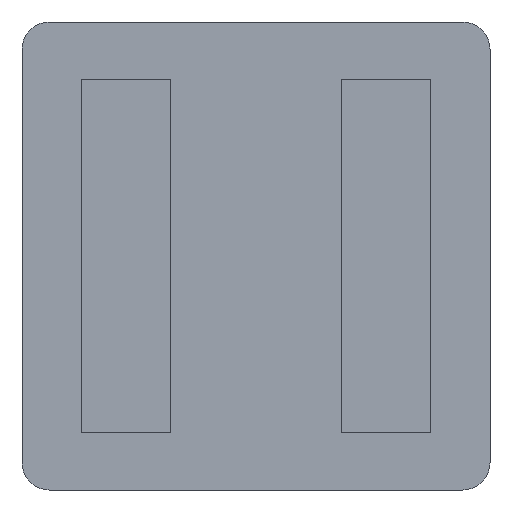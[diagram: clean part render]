
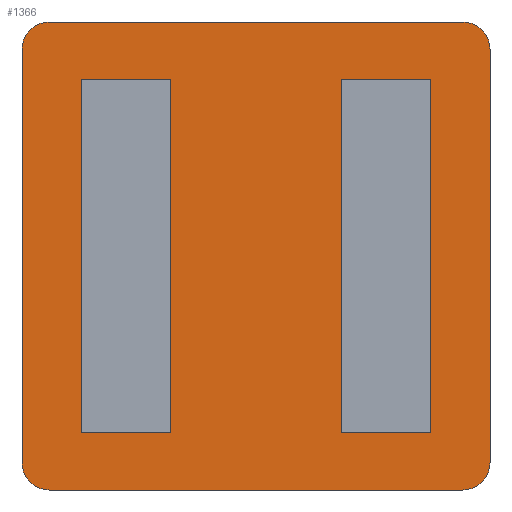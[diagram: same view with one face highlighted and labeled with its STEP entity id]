
A CAD part, front view. The second image highlights one B-rep face of the part: STEP entity #1366.
In plain terms, the highlighted planar face has unit normal (0, -1, 0).
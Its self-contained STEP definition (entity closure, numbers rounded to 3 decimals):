
#7 = VERTEX_POINT ( 'NONE', #2115 ) ;
#13 = EDGE_CURVE ( 'NONE', #2237, #1477, #2725, .T. ) ;
#15 = DIRECTION ( 'NONE',  ( 0., 0., -1. ) ) ;
#48 = DIRECTION ( 'NONE',  ( 0., 0., 1. ) ) ;
#79 = VERTEX_POINT ( 'NONE', #899 ) ;
#110 = VERTEX_POINT ( 'NONE', #448 ) ;
#132 = ORIENTED_EDGE ( 'NONE', *, *, #304, .F. ) ;
#136 = DIRECTION ( 'NONE',  ( 0., -1., 0. ) ) ;
#182 = VERTEX_POINT ( 'NONE', #1856 ) ;
#183 = LINE ( 'NONE', #397, #292 ) ;
#194 = AXIS2_PLACEMENT_3D ( 'NONE', #1115, #1335, #2597 ) ;
#213 = DIRECTION ( 'NONE',  ( 1., 0., 0. ) ) ;
#292 = VECTOR ( 'NONE', #213, 1000. ) ;
#304 = EDGE_CURVE ( 'NONE', #1649, #2433, #183, .T. ) ;
#328 = CARTESIAN_POINT ( 'NONE',  ( -1.605, 0., 1.625 ) ) ;
#329 = EDGE_CURVE ( 'NONE', #1514, #182, #2396, .T. ) ;
#334 = DIRECTION ( 'NONE',  ( 0., -1., 0. ) ) ;
#342 = ORIENTED_EDGE ( 'NONE', *, *, #2165, .F. ) ;
#355 = LINE ( 'NONE', #2240, #2531 ) ;
#367 = CARTESIAN_POINT ( 'NONE',  ( -2.15, 0., -2.15 ) ) ;
#372 = ORIENTED_EDGE ( 'NONE', *, *, #1447, .F. ) ;
#397 = CARTESIAN_POINT ( 'NONE',  ( 1.605, 0., -1.625 ) ) ;
#448 = CARTESIAN_POINT ( 'NONE',  ( 1.605, 0., 1.625 ) ) ;
#500 = DIRECTION ( 'NONE',  ( 0., 0., -1. ) ) ;
#510 = CARTESIAN_POINT ( 'NONE',  ( 2.15, 0., -2.15 ) ) ;
#528 = ORIENTED_EDGE ( 'NONE', *, *, #2634, .F. ) ;
#532 = LINE ( 'NONE', #367, #1019 ) ;
#559 = CARTESIAN_POINT ( 'NONE',  ( 0.785, 0., 1.625 ) ) ;
#563 = VECTOR ( 'NONE', #1536, 1000. ) ;
#567 = CIRCLE ( 'NONE', #2709, 0.25 ) ;
#571 = EDGE_LOOP ( 'NONE', ( #1289, #1362, #2361, #2550 ) ) ;
#589 = FACE_BOUND ( 'NONE', #571, .T. ) ;
#603 = EDGE_CURVE ( 'NONE', #2433, #110, #1274, .T. ) ;
#608 = VECTOR ( 'NONE', #1025, 1000. ) ;
#623 = DIRECTION ( 'NONE',  ( 0., 0., 1. ) ) ;
#640 = DIRECTION ( 'NONE',  ( 0., -1., 0. ) ) ;
#682 = CARTESIAN_POINT ( 'NONE',  ( 2.15, 0., 1.9 ) ) ;
#746 = ORIENTED_EDGE ( 'NONE', *, *, #2301, .T. ) ;
#772 = CARTESIAN_POINT ( 'NONE',  ( 1.605, 0., 1.625 ) ) ;
#782 = CARTESIAN_POINT ( 'NONE',  ( -0.785, 0., -1.625 ) ) ;
#800 = LINE ( 'NONE', #772, #2575 ) ;
#814 = FACE_BOUND ( 'NONE', #1547, .T. ) ;
#841 = EDGE_CURVE ( 'NONE', #2552, #1182, #1319, .T. ) ;
#849 = CARTESIAN_POINT ( 'NONE',  ( 1.605, 0., -1.625 ) ) ;
#899 = CARTESIAN_POINT ( 'NONE',  ( 0.785, 0., 1.625 ) ) ;
#959 = DIRECTION ( 'NONE',  ( -1., 0., 0. ) ) ;
#994 = ORIENTED_EDGE ( 'NONE', *, *, #1503, .T. ) ;
#1004 = EDGE_CURVE ( 'NONE', #1477, #1047, #2729, .T. ) ;
#1016 = DIRECTION ( 'NONE',  ( -1., 0., 0. ) ) ;
#1019 = VECTOR ( 'NONE', #2054, 1000. ) ;
#1025 = DIRECTION ( 'NONE',  ( 0., 0., -1. ) ) ;
#1047 = VERTEX_POINT ( 'NONE', #1890 ) ;
#1080 = CARTESIAN_POINT ( 'NONE',  ( 1.9, 0., -2.15 ) ) ;
#1082 = VERTEX_POINT ( 'NONE', #1080 ) ;
#1098 = EDGE_LOOP ( 'NONE', ( #1893, #1587, #2620, #746, #342, #994, #528, #2656 ) ) ;
#1115 = CARTESIAN_POINT ( 'NONE',  ( 2.15, 0., 2.15 ) ) ;
#1126 = LINE ( 'NONE', #510, #1818 ) ;
#1182 = VERTEX_POINT ( 'NONE', #1789 ) ;
#1186 = DIRECTION ( 'NONE',  ( 0., 0., 1. ) ) ;
#1236 = EDGE_CURVE ( 'NONE', #1341, #2237, #2629, .T. ) ;
#1263 = LINE ( 'NONE', #2096, #2448 ) ;
#1274 = LINE ( 'NONE', #2564, #2258 ) ;
#1289 = ORIENTED_EDGE ( 'NONE', *, *, #1004, .F. ) ;
#1319 = CIRCLE ( 'NONE', #2220, 0.25 ) ;
#1335 = DIRECTION ( 'NONE',  ( 0., 1., 0. ) ) ;
#1341 = VERTEX_POINT ( 'NONE', #1662 ) ;
#1362 = ORIENTED_EDGE ( 'NONE', *, *, #13, .F. ) ;
#1364 = LINE ( 'NONE', #1964, #563 ) ;
#1366 = ADVANCED_FACE ( 'NONE', ( #2135, #814, #589 ), #1445, .F. ) ;
#1383 = EDGE_CURVE ( 'NONE', #2552, #182, #1364, .T. ) ;
#1445 = PLANE ( 'NONE',  #194 ) ;
#1447 = EDGE_CURVE ( 'NONE', #110, #79, #800, .T. ) ;
#1456 = DIRECTION ( 'NONE',  ( 0., 0., 1. ) ) ;
#1477 = VERTEX_POINT ( 'NONE', #1601 ) ;
#1503 = EDGE_CURVE ( 'NONE', #1801, #1790, #2482, .T. ) ;
#1514 = VERTEX_POINT ( 'NONE', #1636 ) ;
#1532 = CARTESIAN_POINT ( 'NONE',  ( 0.785, 0., -1.625 ) ) ;
#1536 = DIRECTION ( 'NONE',  ( 0., 0., 1. ) ) ;
#1547 = EDGE_LOOP ( 'NONE', ( #372, #2510, #132, #1882 ) ) ;
#1572 = CARTESIAN_POINT ( 'NONE',  ( -1.605, 0., -1.625 ) ) ;
#1587 = ORIENTED_EDGE ( 'NONE', *, *, #841, .T. ) ;
#1591 = AXIS2_PLACEMENT_3D ( 'NONE', #1954, #640, #48 ) ;
#1601 = CARTESIAN_POINT ( 'NONE',  ( -0.785, 0., 1.625 ) ) ;
#1636 = CARTESIAN_POINT ( 'NONE',  ( -1.9, 0., 2.15 ) ) ;
#1648 = LINE ( 'NONE', #559, #608 ) ;
#1649 = VERTEX_POINT ( 'NONE', #1532 ) ;
#1655 = CARTESIAN_POINT ( 'NONE',  ( -2.15, 0., -1.9 ) ) ;
#1662 = CARTESIAN_POINT ( 'NONE',  ( -1.605, 0., -1.625 ) ) ;
#1789 = CARTESIAN_POINT ( 'NONE',  ( -1.9, 0., -2.15 ) ) ;
#1790 = VERTEX_POINT ( 'NONE', #2581 ) ;
#1801 = VERTEX_POINT ( 'NONE', #682 ) ;
#1818 = VECTOR ( 'NONE', #500, 1000. ) ;
#1856 = CARTESIAN_POINT ( 'NONE',  ( -2.15, 0., 1.9 ) ) ;
#1872 = DIRECTION ( 'NONE',  ( 0., 0., 1. ) ) ;
#1882 = ORIENTED_EDGE ( 'NONE', *, *, #2222, .F. ) ;
#1890 = CARTESIAN_POINT ( 'NONE',  ( -1.605, 0., 1.625 ) ) ;
#1893 = ORIENTED_EDGE ( 'NONE', *, *, #1383, .F. ) ;
#1954 = CARTESIAN_POINT ( 'NONE',  ( -1.9, 0., 1.9 ) ) ;
#1964 = CARTESIAN_POINT ( 'NONE',  ( -2.15, 0., -2.15 ) ) ;
#2054 = DIRECTION ( 'NONE',  ( -1., 0., 0. ) ) ;
#2096 = CARTESIAN_POINT ( 'NONE',  ( -1.605, 0., -1.625 ) ) ;
#2115 = CARTESIAN_POINT ( 'NONE',  ( 2.15, 0., -1.9 ) ) ;
#2135 = FACE_OUTER_BOUND ( 'NONE', #1098, .T. ) ;
#2165 = EDGE_CURVE ( 'NONE', #1801, #7, #1126, .T. ) ;
#2220 = AXIS2_PLACEMENT_3D ( 'NONE', #2307, #136, #1872 ) ;
#2222 = EDGE_CURVE ( 'NONE', #79, #1649, #1648, .T. ) ;
#2234 = DIRECTION ( 'NONE',  ( 0., -1., 0. ) ) ;
#2237 = VERTEX_POINT ( 'NONE', #782 ) ;
#2240 = CARTESIAN_POINT ( 'NONE',  ( -2.15, 0., 2.15 ) ) ;
#2251 = CARTESIAN_POINT ( 'NONE',  ( 1.9, 0., -1.9 ) ) ;
#2258 = VECTOR ( 'NONE', #623, 1000. ) ;
#2301 = EDGE_CURVE ( 'NONE', #1082, #7, #567, .T. ) ;
#2307 = CARTESIAN_POINT ( 'NONE',  ( -1.9, 0., -1.9 ) ) ;
#2332 = EDGE_CURVE ( 'NONE', #1047, #1341, #1263, .T. ) ;
#2335 = CARTESIAN_POINT ( 'NONE',  ( -0.785, 0., 1.625 ) ) ;
#2361 = ORIENTED_EDGE ( 'NONE', *, *, #1236, .F. ) ;
#2378 = DIRECTION ( 'NONE',  ( 1., 0., 0. ) ) ;
#2396 = CIRCLE ( 'NONE', #1591, 0.25 ) ;
#2433 = VERTEX_POINT ( 'NONE', #849 ) ;
#2439 = VECTOR ( 'NONE', #1456, 1000. ) ;
#2445 = VECTOR ( 'NONE', #2378, 1000. ) ;
#2446 = AXIS2_PLACEMENT_3D ( 'NONE', #2453, #2234, #2696 ) ;
#2448 = VECTOR ( 'NONE', #15, 1000. ) ;
#2453 = CARTESIAN_POINT ( 'NONE',  ( 1.9, 0., 1.9 ) ) ;
#2482 = CIRCLE ( 'NONE', #2446, 0.25 ) ;
#2499 = DIRECTION ( 'NONE',  ( 1., 0., 0. ) ) ;
#2510 = ORIENTED_EDGE ( 'NONE', *, *, #603, .F. ) ;
#2531 = VECTOR ( 'NONE', #2499, 1000. ) ;
#2550 = ORIENTED_EDGE ( 'NONE', *, *, #2332, .F. ) ;
#2552 = VERTEX_POINT ( 'NONE', #1655 ) ;
#2564 = CARTESIAN_POINT ( 'NONE',  ( 1.605, 0., -1.625 ) ) ;
#2574 = EDGE_CURVE ( 'NONE', #1082, #1182, #532, .T. ) ;
#2575 = VECTOR ( 'NONE', #959, 1000. ) ;
#2581 = CARTESIAN_POINT ( 'NONE',  ( 1.9, 0., 2.15 ) ) ;
#2597 = DIRECTION ( 'NONE',  ( 1., 0., 0. ) ) ;
#2620 = ORIENTED_EDGE ( 'NONE', *, *, #2574, .F. ) ;
#2629 = LINE ( 'NONE', #1572, #2445 ) ;
#2634 = EDGE_CURVE ( 'NONE', #1514, #1790, #355, .T. ) ;
#2656 = ORIENTED_EDGE ( 'NONE', *, *, #329, .T. ) ;
#2696 = DIRECTION ( 'NONE',  ( 0., 0., 1. ) ) ;
#2702 = VECTOR ( 'NONE', #1016, 1000. ) ;
#2709 = AXIS2_PLACEMENT_3D ( 'NONE', #2251, #334, #1186 ) ;
#2725 = LINE ( 'NONE', #2335, #2439 ) ;
#2729 = LINE ( 'NONE', #328, #2702 ) ;
